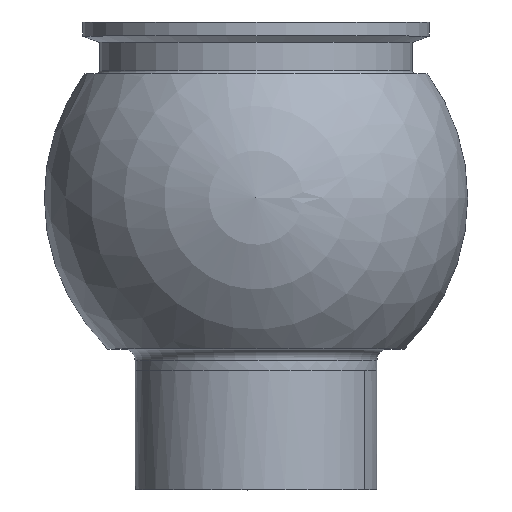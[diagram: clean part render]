
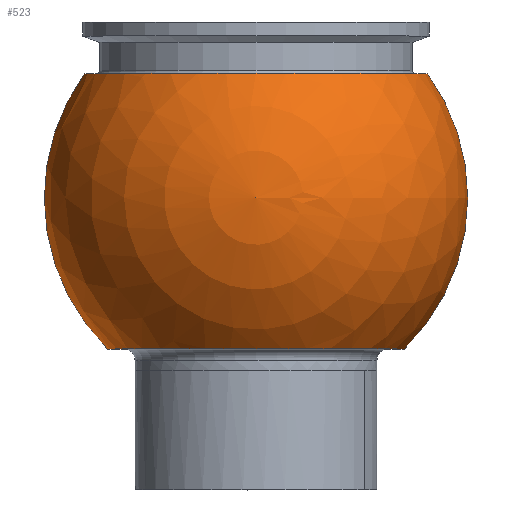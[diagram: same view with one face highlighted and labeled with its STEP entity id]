
A CAD part, top view. The second image highlights one B-rep face of the part: STEP entity #523.
In plain terms, the highlighted spherical face has radius 55.55 mm.
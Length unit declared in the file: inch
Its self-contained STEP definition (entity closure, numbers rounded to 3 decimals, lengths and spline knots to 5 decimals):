
#10 = DIRECTION ( 'NONE',  ( 1., 0., 0. ) ) ;
#26 = VERTEX_POINT ( 'NONE', #337 ) ;
#65 = AXIS2_PLACEMENT_3D ( 'NONE', #550, #288, #10 ) ;
#70 = CARTESIAN_POINT ( 'NONE',  ( 1.53175, -1.561, 0. ) ) ;
#107 = CARTESIAN_POINT ( 'NONE',  ( -1.53175, -1.561, 0. ) ) ;
#116 = ORIENTED_EDGE ( 'NONE', *, *, #410, .F. ) ;
#118 = AXIS2_PLACEMENT_3D ( 'NONE', #534, #263, #577 ) ;
#159 = CARTESIAN_POINT ( 'NONE',  ( 0., -1.561, 0. ) ) ;
#183 = CARTESIAN_POINT ( 'NONE',  ( 0., 0., 0. ) ) ;
#194 = CARTESIAN_POINT ( 'NONE',  ( 0., 1.285, 0. ) ) ;
#205 = DIRECTION ( 'NONE',  ( -1., 0., 0. ) ) ;
#231 = DIRECTION ( 'NONE',  ( -1., 0., 0. ) ) ;
#243 = ORIENTED_EDGE ( 'NONE', *, *, #273, .F. ) ;
#245 = DIRECTION ( 'NONE',  ( -1., 0., 0. ) ) ;
#259 = FACE_OUTER_BOUND ( 'NONE', #570, .T. ) ;
#263 = DIRECTION ( 'NONE',  ( 0., 0., -1. ) ) ;
#273 = EDGE_CURVE ( 'NONE', #347, #26, #367, .T. ) ;
#288 = DIRECTION ( 'NONE',  ( 0., 0., 1. ) ) ;
#306 = AXIS2_PLACEMENT_3D ( 'NONE', #194, #509, #245 ) ;
#337 = CARTESIAN_POINT ( 'NONE',  ( -1.76967, 1.285, 0. ) ) ;
#342 = CARTESIAN_POINT ( 'NONE',  ( 1.76967, 1.285, 0. ) ) ;
#346 = EDGE_CURVE ( 'NONE', #454, #422, #477, .T. ) ;
#347 = VERTEX_POINT ( 'NONE', #107 ) ;
#367 = CIRCLE ( 'NONE', #522, 2.187 ) ;
#388 = SPHERICAL_SURFACE ( 'NONE', #118, 2.187 ) ;
#410 = EDGE_CURVE ( 'NONE', #26, #422, #440, .T. ) ;
#413 = CIRCLE ( 'NONE', #540, 1.53175 ) ;
#422 = VERTEX_POINT ( 'NONE', #342 ) ;
#440 = CIRCLE ( 'NONE', #306, 1.76967 ) ;
#441 = ORIENTED_EDGE ( 'NONE', *, *, #346, .T. ) ;
#454 = VERTEX_POINT ( 'NONE', #70 ) ;
#474 = DIRECTION ( 'NONE',  ( 0., 1., 0. ) ) ;
#477 = CIRCLE ( 'NONE', #65, 2.187 ) ;
#492 = EDGE_CURVE ( 'NONE', #347, #454, #413, .T. ) ;
#499 = DIRECTION ( 'NONE',  ( 0., 0., -1. ) ) ;
#509 = DIRECTION ( 'NONE',  ( 0., 1., 0. ) ) ;
#522 = AXIS2_PLACEMENT_3D ( 'NONE', #183, #499, #231 ) ;
#523 = ADVANCED_FACE ( 'NONE', ( #259 ), #388, .T. ) ;
#527 = ORIENTED_EDGE ( 'NONE', *, *, #492, .T. ) ;
#534 = CARTESIAN_POINT ( 'NONE',  ( 0., 0., 0. ) ) ;
#540 = AXIS2_PLACEMENT_3D ( 'NONE', #159, #474, #205 ) ;
#550 = CARTESIAN_POINT ( 'NONE',  ( 0., 0., 0. ) ) ;
#570 = EDGE_LOOP ( 'NONE', ( #243, #527, #441, #116 ) ) ;
#577 = DIRECTION ( 'NONE',  ( 1., 0., 0. ) ) ;
